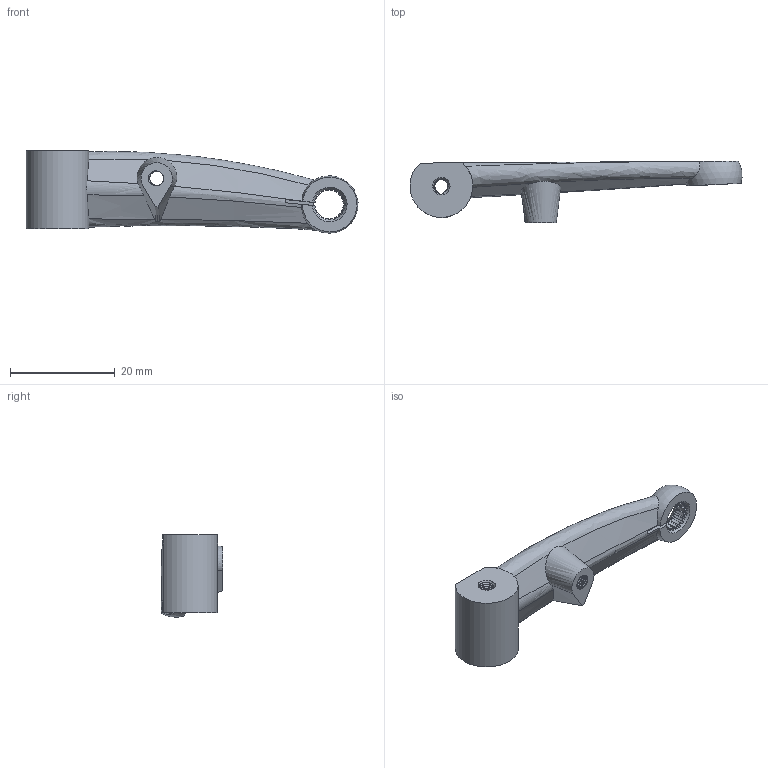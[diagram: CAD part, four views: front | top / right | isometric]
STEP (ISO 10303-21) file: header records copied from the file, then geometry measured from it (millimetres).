
FILE_DESCRIPTION(('FreeCAD Model'),'2;1');
FILE_NAME('Open CASCADE Shape Model','2025-04-26T12:19:01',(''),(''), 'Open CASCADE STEP processor 7.8','FreeCAD','Unknown');
FILE_SCHEMA(('AUTOMOTIVE_DESIGN { 1 0 10303 214 1 1 1 1 }'));
Products named in the file (1): Hole150
Bounding box: 63.48 x 11.77 x 15.72 mm (x, y, z)
Volume: 4265.2 mm3; surface area: 2812.4 mm2
Topology: 1 solids, 1 shells, 401 faces, 1107 edges, 708 vertices
Faces by surface type: bspline 216, cylinder 84, plane 51, cone 28, revolution 20, sphere 2
Full cylindrical faces by diameter (mm): 2.7 x6, 3.2 x3
Entity records: 38335 total; most frequent: CARTESIAN_POINT 29797, ORIENTED_EDGE 2214, DIRECTION 1119, EDGE_CURVE 1107, VERTEX_POINT 708, B_SPLINE_CURVE_WITH_KNOTS 694, AXIS2_PLACEMENT_3D 500, FACE_BOUND 407
